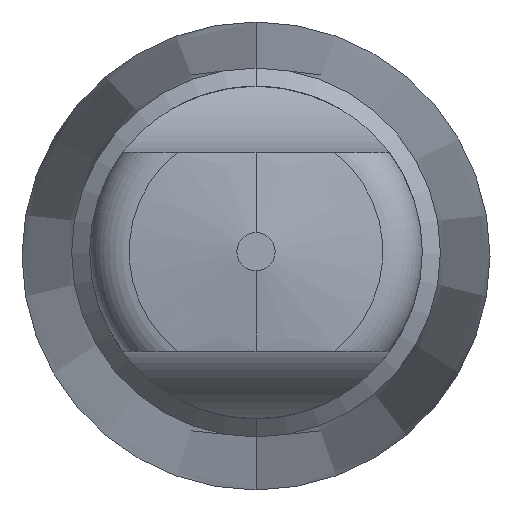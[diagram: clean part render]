
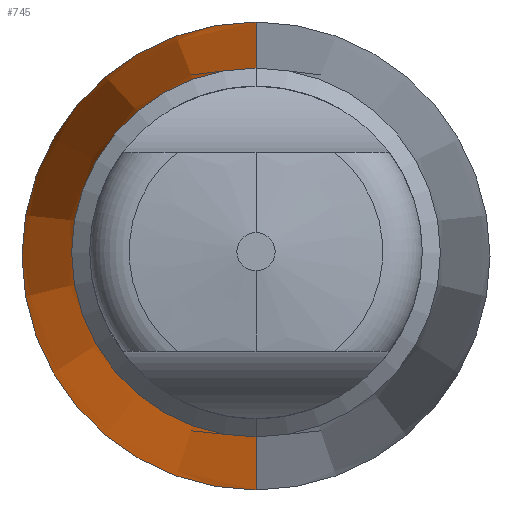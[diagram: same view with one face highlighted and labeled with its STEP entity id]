
A CAD part, top view. The second image highlights one B-rep face of the part: STEP entity #745.
In plain terms, the highlighted conical face has half-angle 1.429 degrees and reference radius 5.471 mm.
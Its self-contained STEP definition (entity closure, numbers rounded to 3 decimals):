
#41=CARTESIAN_POINT('',(0.,0.,-3.499));
#42=DIRECTION('',(0.,0.,-1.));
#43=DIRECTION('',(0.,-1.,0.));
#44=AXIS2_PLACEMENT_3D('',#41,#42,#43);
#50=CARTESIAN_POINT('',(0.,0.,48.5));
#51=DIRECTION('',(0.,0.,-1.));
#52=DIRECTION('',(0.,-1.,0.));
#53=AXIS2_PLACEMENT_3D('',#50,#51,#52);
#96=DIRECTION('',(0.,0.025,1.));
#97=VECTOR('',#96,52.015);
#98=CARTESIAN_POINT('',(0.,-6.12,-3.499));
#99=LINE('',#98,#97);
#111=DIRECTION('',(0.,-0.025,1.));
#112=VECTOR('',#111,52.015);
#113=CARTESIAN_POINT('',(0.,6.12,-3.499));
#114=LINE('',#113,#112);
#690=CARTESIAN_POINT('',(0.,-4.823,48.5));
#691=VERTEX_POINT('',#690);
#692=CARTESIAN_POINT('',(0.,4.823,48.5));
#693=VERTEX_POINT('',#692);
#722=CARTESIAN_POINT('',(0.,-6.12,-3.499));
#723=CARTESIAN_POINT('',(0.,6.12,-3.499));
#724=VERTEX_POINT('',#722);
#725=VERTEX_POINT('',#723);
#730=CARTESIAN_POINT('',(0.,0.,22.501));
#731=DIRECTION('',(0.,0.,-1.));
#732=DIRECTION('',(0.,1.,0.));
#733=AXIS2_PLACEMENT_3D('',#730,#731,#732);
#734=CONICAL_SURFACE('',#733,5.471,1.429);
#736=ORIENTED_EDGE('',*,*,#735,.T.);
#738=ORIENTED_EDGE('',*,*,#737,.T.);
#740=ORIENTED_EDGE('',*,*,#739,.F.);
#742=ORIENTED_EDGE('',*,*,#741,.F.);
#743=EDGE_LOOP('',(#736,#738,#740,#742));
#744=FACE_OUTER_BOUND('',#743,.F.);
#45=CIRCLE('',#44,6.12);
#54=CIRCLE('',#53,4.823);
#735=EDGE_CURVE('',#724,#725,#45,.T.);
#737=EDGE_CURVE('',#725,#693,#114,.T.);
#739=EDGE_CURVE('',#691,#693,#54,.T.);
#741=EDGE_CURVE('',#724,#691,#99,.T.);
#745=ADVANCED_FACE('',(#744),#734,.T.);
